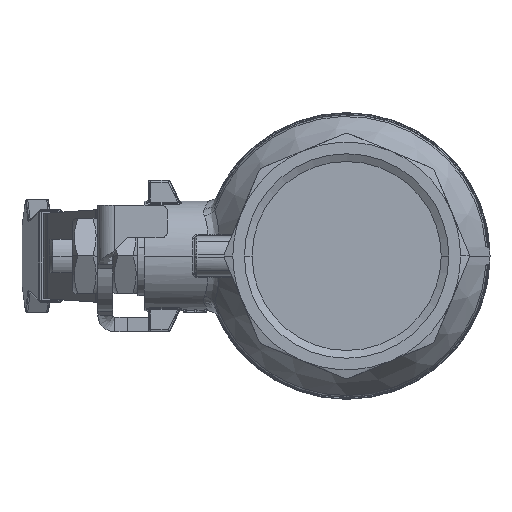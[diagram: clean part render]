
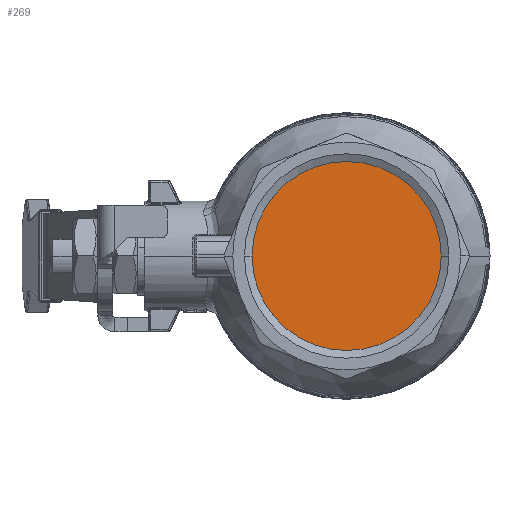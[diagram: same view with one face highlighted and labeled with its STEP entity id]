
A CAD part, left-side view. The second image highlights one B-rep face of the part: STEP entity #269.
In plain terms, the highlighted planar face has unit normal (-1, 0, 0).
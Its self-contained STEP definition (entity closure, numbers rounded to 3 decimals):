
#269=ADVANCED_FACE('',(#1410),#1411,.F.);
#1410=FACE_OUTER_BOUND('',#3459,.T.);
#1411=PLANE('',#3460);
#3459=EDGE_LOOP('',(#10376,#10377));
#3460=AXIS2_PLACEMENT_3D('',#10378,#10379,#10380);
#10376=ORIENTED_EDGE('',*,*,#16486,.T.);
#10377=ORIENTED_EDGE('',*,*,#16262,.T.);
#10378=CARTESIAN_POINT('',(-29.5,20.711,0.0));
#10379=DIRECTION('',(1.0,0.,0.0));
#10380=DIRECTION('',(0.,1.0,0.0));
#16262=EDGE_CURVE('',#19071,#19073,#19075,.T.);
#16486=EDGE_CURVE('',#19073,#19071,#19434,.T.);
#19071=VERTEX_POINT('',#23666);
#19073=VERTEX_POINT('',#23669);
#19075=CIRCLE('',#23672,22.423);
#19434=CIRCLE('',#24511,22.423);
#23666=CARTESIAN_POINT('',(-29.5,22.423,0.));
#23669=CARTESIAN_POINT('',(-29.5,-22.423,0.));
#23672=AXIS2_PLACEMENT_3D('',#33287,#33288,#33289);
#24511=AXIS2_PLACEMENT_3D('',#33686,#33687,#33688);
#33287=CARTESIAN_POINT('',(-29.5,0.,0.0));
#33288=DIRECTION('',(-1.0,0.0,0.0));
#33289=DIRECTION('',(0.0,1.0,0.0));
#33686=CARTESIAN_POINT('',(-29.5,0.,0.0));
#33687=DIRECTION('',(-1.0,0.0,0.0));
#33688=DIRECTION('',(0.0,1.0,0.0));
